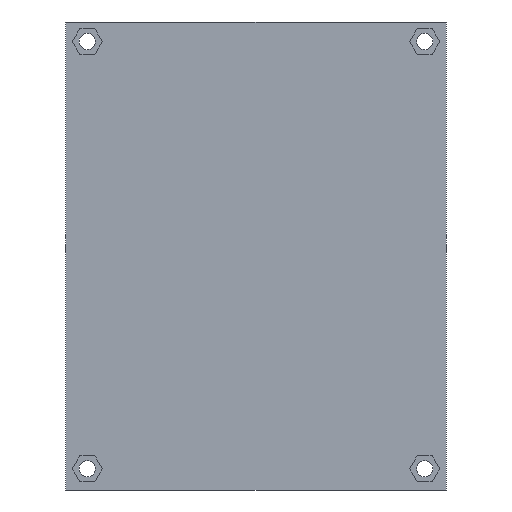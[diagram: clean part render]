
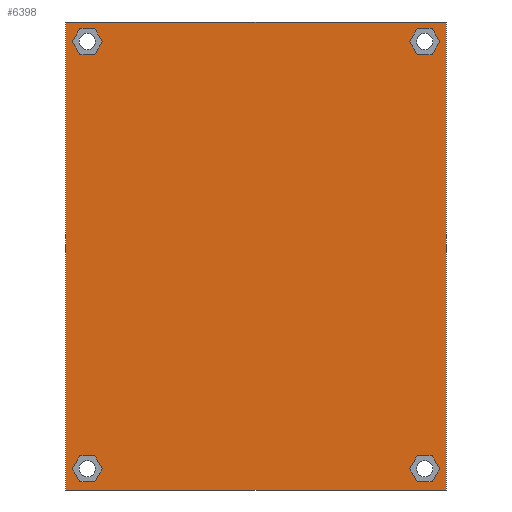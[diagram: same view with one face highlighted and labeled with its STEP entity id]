
A CAD part, front view. The second image highlights one B-rep face of the part: STEP entity #6398.
In plain terms, the highlighted planar face has unit normal (0, -1, 0).
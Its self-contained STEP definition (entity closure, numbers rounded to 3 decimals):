
#213=FACE_BOUND('',#898,.T.);
#214=FACE_BOUND('',#899,.T.);
#215=FACE_BOUND('',#900,.T.);
#216=FACE_BOUND('',#901,.T.);
#527=FACE_OUTER_BOUND('',#897,.T.);
#897=EDGE_LOOP('',(#4548,#4549,#4550,#4551));
#898=EDGE_LOOP('',(#4552,#4553,#4554,#4555,#4556,#4557));
#899=EDGE_LOOP('',(#4558,#4559,#4560,#4561,#4562,#4563));
#900=EDGE_LOOP('',(#4564,#4565,#4566,#4567,#4568,#4569));
#901=EDGE_LOOP('',(#4570,#4571,#4572,#4573,#4574,#4575));
#1214=LINE('',#9063,#1990);
#1218=LINE('',#9071,#1994);
#1221=LINE('',#9077,#1997);
#1228=LINE('',#9092,#2004);
#1231=LINE('',#9098,#2007);
#1237=LINE('',#9109,#2013);
#1250=LINE('',#9141,#2026);
#1254=LINE('',#9149,#2030);
#1257=LINE('',#9155,#2033);
#1264=LINE('',#9170,#2040);
#1267=LINE('',#9176,#2043);
#1273=LINE('',#9187,#2049);
#1286=LINE('',#9219,#2062);
#1290=LINE('',#9227,#2066);
#1293=LINE('',#9233,#2069);
#1300=LINE('',#9248,#2076);
#1303=LINE('',#9254,#2079);
#1309=LINE('',#9265,#2085);
#1322=LINE('',#9297,#2098);
#1326=LINE('',#9305,#2102);
#1329=LINE('',#9311,#2105);
#1336=LINE('',#9326,#2112);
#1339=LINE('',#9332,#2115);
#1345=LINE('',#9343,#2121);
#1362=LINE('',#9383,#2138);
#1366=LINE('',#9391,#2142);
#1369=LINE('',#9397,#2145);
#1372=LINE('',#9402,#2148);
#1990=VECTOR('',#7300,10.);
#1994=VECTOR('',#7306,10.);
#1997=VECTOR('',#7311,10.);
#2004=VECTOR('',#7322,10.);
#2007=VECTOR('',#7327,10.);
#2013=VECTOR('',#7337,10.);
#2026=VECTOR('',#7368,10.);
#2030=VECTOR('',#7374,10.);
#2033=VECTOR('',#7379,10.);
#2040=VECTOR('',#7390,10.);
#2043=VECTOR('',#7395,10.);
#2049=VECTOR('',#7405,10.);
#2062=VECTOR('',#7436,10.);
#2066=VECTOR('',#7442,10.);
#2069=VECTOR('',#7447,10.);
#2076=VECTOR('',#7458,10.);
#2079=VECTOR('',#7463,10.);
#2085=VECTOR('',#7473,10.);
#2098=VECTOR('',#7504,10.);
#2102=VECTOR('',#7510,10.);
#2105=VECTOR('',#7515,10.);
#2112=VECTOR('',#7526,10.);
#2115=VECTOR('',#7531,10.);
#2121=VECTOR('',#7541,10.);
#2138=VECTOR('',#7584,10.);
#2142=VECTOR('',#7590,10.);
#2145=VECTOR('',#7595,10.);
#2148=VECTOR('',#7600,10.);
#2766=VERTEX_POINT('',#9061);
#2767=VERTEX_POINT('',#9062);
#2770=VERTEX_POINT('',#9070);
#2772=VERTEX_POINT('',#9076);
#2778=VERTEX_POINT('',#9091);
#2780=VERTEX_POINT('',#9097);
#2792=VERTEX_POINT('',#9139);
#2793=VERTEX_POINT('',#9140);
#2796=VERTEX_POINT('',#9148);
#2798=VERTEX_POINT('',#9154);
#2804=VERTEX_POINT('',#9169);
#2806=VERTEX_POINT('',#9175);
#2818=VERTEX_POINT('',#9217);
#2819=VERTEX_POINT('',#9218);
#2822=VERTEX_POINT('',#9226);
#2824=VERTEX_POINT('',#9232);
#2830=VERTEX_POINT('',#9247);
#2832=VERTEX_POINT('',#9253);
#2844=VERTEX_POINT('',#9295);
#2845=VERTEX_POINT('',#9296);
#2848=VERTEX_POINT('',#9304);
#2850=VERTEX_POINT('',#9310);
#2856=VERTEX_POINT('',#9325);
#2858=VERTEX_POINT('',#9331);
#2870=VERTEX_POINT('',#9381);
#2871=VERTEX_POINT('',#9382);
#2874=VERTEX_POINT('',#9390);
#2876=VERTEX_POINT('',#9396);
#3346=EDGE_CURVE('',#2766,#2767,#1214,.T.);
#3350=EDGE_CURVE('',#2770,#2766,#1218,.T.);
#3353=EDGE_CURVE('',#2767,#2772,#1221,.T.);
#3360=EDGE_CURVE('',#2778,#2770,#1228,.T.);
#3363=EDGE_CURVE('',#2772,#2780,#1231,.T.);
#3369=EDGE_CURVE('',#2780,#2778,#1237,.T.);
#3384=EDGE_CURVE('',#2792,#2793,#1250,.T.);
#3388=EDGE_CURVE('',#2796,#2792,#1254,.T.);
#3391=EDGE_CURVE('',#2793,#2798,#1257,.T.);
#3398=EDGE_CURVE('',#2804,#2796,#1264,.T.);
#3401=EDGE_CURVE('',#2798,#2806,#1267,.T.);
#3407=EDGE_CURVE('',#2806,#2804,#1273,.T.);
#3422=EDGE_CURVE('',#2818,#2819,#1286,.T.);
#3426=EDGE_CURVE('',#2822,#2818,#1290,.T.);
#3429=EDGE_CURVE('',#2819,#2824,#1293,.T.);
#3436=EDGE_CURVE('',#2830,#2822,#1300,.T.);
#3439=EDGE_CURVE('',#2824,#2832,#1303,.T.);
#3445=EDGE_CURVE('',#2832,#2830,#1309,.T.);
#3460=EDGE_CURVE('',#2844,#2845,#1322,.T.);
#3464=EDGE_CURVE('',#2848,#2844,#1326,.T.);
#3467=EDGE_CURVE('',#2845,#2850,#1329,.T.);
#3474=EDGE_CURVE('',#2856,#2848,#1336,.T.);
#3477=EDGE_CURVE('',#2850,#2858,#1339,.T.);
#3483=EDGE_CURVE('',#2858,#2856,#1345,.T.);
#3502=EDGE_CURVE('',#2870,#2871,#1362,.T.);
#3506=EDGE_CURVE('',#2871,#2874,#1366,.T.);
#3509=EDGE_CURVE('',#2874,#2876,#1369,.T.);
#3512=EDGE_CURVE('',#2876,#2870,#1372,.T.);
#4548=ORIENTED_EDGE('',*,*,#3512,.T.);
#4549=ORIENTED_EDGE('',*,*,#3502,.T.);
#4550=ORIENTED_EDGE('',*,*,#3506,.T.);
#4551=ORIENTED_EDGE('',*,*,#3509,.T.);
#4552=ORIENTED_EDGE('',*,*,#3369,.T.);
#4553=ORIENTED_EDGE('',*,*,#3360,.T.);
#4554=ORIENTED_EDGE('',*,*,#3350,.T.);
#4555=ORIENTED_EDGE('',*,*,#3346,.T.);
#4556=ORIENTED_EDGE('',*,*,#3353,.T.);
#4557=ORIENTED_EDGE('',*,*,#3363,.T.);
#4558=ORIENTED_EDGE('',*,*,#3407,.T.);
#4559=ORIENTED_EDGE('',*,*,#3398,.T.);
#4560=ORIENTED_EDGE('',*,*,#3388,.T.);
#4561=ORIENTED_EDGE('',*,*,#3384,.T.);
#4562=ORIENTED_EDGE('',*,*,#3391,.T.);
#4563=ORIENTED_EDGE('',*,*,#3401,.T.);
#4564=ORIENTED_EDGE('',*,*,#3445,.T.);
#4565=ORIENTED_EDGE('',*,*,#3436,.T.);
#4566=ORIENTED_EDGE('',*,*,#3426,.T.);
#4567=ORIENTED_EDGE('',*,*,#3422,.T.);
#4568=ORIENTED_EDGE('',*,*,#3429,.T.);
#4569=ORIENTED_EDGE('',*,*,#3439,.T.);
#4570=ORIENTED_EDGE('',*,*,#3483,.T.);
#4571=ORIENTED_EDGE('',*,*,#3474,.T.);
#4572=ORIENTED_EDGE('',*,*,#3464,.T.);
#4573=ORIENTED_EDGE('',*,*,#3460,.T.);
#4574=ORIENTED_EDGE('',*,*,#3467,.T.);
#4575=ORIENTED_EDGE('',*,*,#3477,.T.);
#6089=PLANE('',#6875);
#6398=ADVANCED_FACE('',(#527,#213,#214,#215,#216),#6089,.F.);
#6875=AXIS2_PLACEMENT_3D('',#9405,#7604,#7605);
#7300=DIRECTION('',(-0.5,0.,0.866));
#7306=DIRECTION('',(-1.,0.,0.));
#7311=DIRECTION('',(0.5,0.,0.866));
#7322=DIRECTION('',(-0.5,0.,-0.866));
#7327=DIRECTION('',(1.,0.,0.));
#7337=DIRECTION('',(0.5,0.,-0.866));
#7368=DIRECTION('',(-1.,0.,0.));
#7374=DIRECTION('',(-0.5,0.,-0.866));
#7379=DIRECTION('',(-0.5,0.,0.866));
#7390=DIRECTION('',(0.5,0.,-0.866));
#7395=DIRECTION('',(0.5,0.,0.866));
#7405=DIRECTION('',(1.,0.,0.));
#7436=DIRECTION('',(1.,0.,0.));
#7442=DIRECTION('',(0.5,0.,0.866));
#7447=DIRECTION('',(0.5,0.,-0.866));
#7458=DIRECTION('',(-0.5,0.,0.866));
#7463=DIRECTION('',(-0.5,0.,-0.866));
#7473=DIRECTION('',(-1.,0.,0.));
#7504=DIRECTION('',(-0.5,0.,0.866));
#7510=DIRECTION('',(-1.,0.,0.));
#7515=DIRECTION('',(0.5,0.,0.866));
#7526=DIRECTION('',(-0.5,0.,-0.866));
#7531=DIRECTION('',(1.,0.,0.));
#7541=DIRECTION('',(0.5,0.,-0.866));
#7584=DIRECTION('',(0.,0.,1.));
#7590=DIRECTION('',(-1.,0.,0.));
#7595=DIRECTION('',(0.,0.,-1.));
#7600=DIRECTION('',(1.,0.,0.));
#7604=DIRECTION('center_axis',(0.,1.,0.));
#7605=DIRECTION('ref_axis',(1.,0.,0.));
#9061=CARTESIAN_POINT('',(-20.375,0.,12.018));
#9062=CARTESIAN_POINT('',(-21.75,0.,14.4));
#9063=CARTESIAN_POINT('',(-16.063,0.,4.551));
#9070=CARTESIAN_POINT('',(-17.625,0.,12.018));
#9071=CARTESIAN_POINT('',(-33.813,0.,12.018));
#9076=CARTESIAN_POINT('',(-20.375,0.,16.782));
#9077=CARTESIAN_POINT('',(-33.812,0.,-6.491));
#9091=CARTESIAN_POINT('',(-16.25,0.,14.4));
#9092=CARTESIAN_POINT('',(-28.999,0.,-7.682));
#9097=CARTESIAN_POINT('',(-17.625,0.,16.782));
#9098=CARTESIAN_POINT('',(-35.188,0.,16.782));
#9109=CARTESIAN_POINT('',(-12.626,0.,8.123));
#9139=CARTESIAN_POINT('',(-17.625,0.,-66.482));
#9140=CARTESIAN_POINT('',(-20.375,0.,-66.482));
#9141=CARTESIAN_POINT('',(-33.813,0.,-66.482));
#9148=CARTESIAN_POINT('',(-16.25,0.,-64.1));
#9149=CARTESIAN_POINT('',(-12.003,0.,-56.745));
#9154=CARTESIAN_POINT('',(-21.75,0.,-64.1));
#9155=CARTESIAN_POINT('',(-33.059,0.,-44.512));
#9169=CARTESIAN_POINT('',(-17.625,0.,-61.718));
#9170=CARTESIAN_POINT('',(-29.622,0.,-40.94));
#9175=CARTESIAN_POINT('',(-20.375,0.,-61.718));
#9176=CARTESIAN_POINT('',(-16.816,0.,-55.554));
#9187=CARTESIAN_POINT('',(-35.188,0.,-61.718));
#9217=CARTESIAN_POINT('',(-82.375,0.,16.782));
#9218=CARTESIAN_POINT('',(-79.625,0.,16.782));
#9219=CARTESIAN_POINT('',(-66.188,0.,16.782));
#9226=CARTESIAN_POINT('',(-83.75,0.,14.4));
#9227=CARTESIAN_POINT('',(-88.062,0.,6.932));
#9232=CARTESIAN_POINT('',(-78.25,0.,14.4));
#9233=CARTESIAN_POINT('',(-66.876,0.,-5.301));
#9247=CARTESIAN_POINT('',(-82.375,0.,12.018));
#9248=CARTESIAN_POINT('',(-70.313,0.,-8.873));
#9253=CARTESIAN_POINT('',(-79.625,0.,12.018));
#9254=CARTESIAN_POINT('',(-83.249,0.,5.741));
#9265=CARTESIAN_POINT('',(-64.813,0.,12.018));
#9295=CARTESIAN_POINT('',(-82.375,0.,-66.482));
#9296=CARTESIAN_POINT('',(-83.75,0.,-64.1));
#9297=CARTESIAN_POINT('',(-87.309,0.,-57.935));
#9304=CARTESIAN_POINT('',(-79.625,0.,-66.482));
#9305=CARTESIAN_POINT('',(-64.813,0.,-66.482));
#9310=CARTESIAN_POINT('',(-82.375,0.,-61.718));
#9311=CARTESIAN_POINT('',(-71.066,0.,-42.13));
#9325=CARTESIAN_POINT('',(-78.25,0.,-64.1));
#9326=CARTESIAN_POINT('',(-66.253,0.,-43.321));
#9331=CARTESIAN_POINT('',(-79.625,0.,-61.718));
#9332=CARTESIAN_POINT('',(-66.188,0.,-61.718));
#9343=CARTESIAN_POINT('',(-83.872,0.,-54.363));
#9381=CARTESIAN_POINT('',(-15.,0.,-68.));
#9382=CARTESIAN_POINT('',(-15.,0.,18.));
#9383=CARTESIAN_POINT('',(-15.,0.,-68.));
#9390=CARTESIAN_POINT('',(-85.,0.,18.));
#9391=CARTESIAN_POINT('',(-15.,0.,18.));
#9396=CARTESIAN_POINT('',(-85.,0.,-68.));
#9397=CARTESIAN_POINT('',(-85.,0.,18.));
#9402=CARTESIAN_POINT('',(-85.,0.,-68.));
#9405=CARTESIAN_POINT('Origin',(-50.,0.,-25.));
